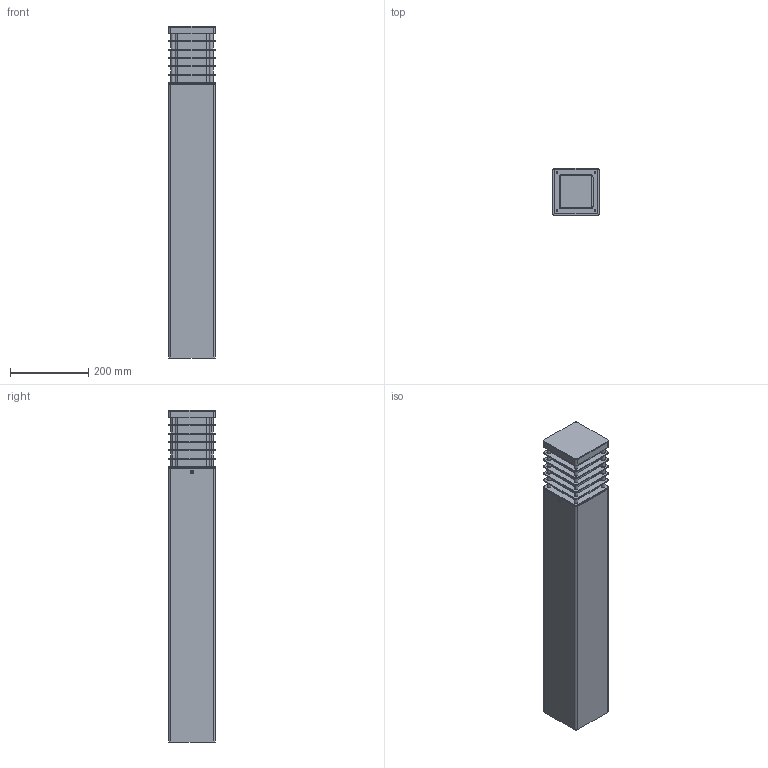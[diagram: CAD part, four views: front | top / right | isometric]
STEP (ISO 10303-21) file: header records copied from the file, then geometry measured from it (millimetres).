
FILE_DESCRIPTION (( 'STEP AP203' ), '1' );
FILE_NAME ('296.STEP', '2013-04-26T06:52:44', ( 'Rysiek' ), ( '' ), 'SwSTEP 2.0', 'SolidWorks 2012', '' );
FILE_SCHEMA (( 'CONFIG_CONTROL_DESIGN' ));
Length unit declared in the file: millimetre
Products named in the file (1): 296
Bounding box: 122.7 x 120.06 x 850 mm (x, y, z)
Volume: 1647822.6 mm3; surface area: 934981.7 mm2
Topology: 43 solids, 43 shells, 594 faces, 1410 edges, 904 vertices
Faces by surface type: cylinder 290, plane 216, cone 64, torus 24
Entity records: 17685 total; most frequent: DIRECTION 3252, CARTESIAN_POINT 3103, ORIENTED_EDGE 2812, EDGE_CURVE 1406, AXIS2_PLACEMENT_3D 1267, VERTEX_POINT 904, EDGE_LOOP 732, LINE 718
